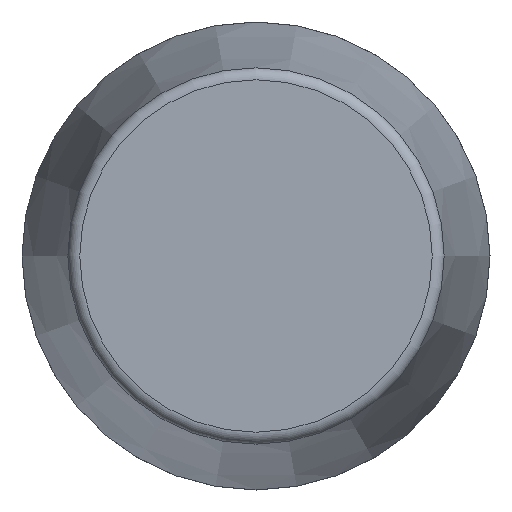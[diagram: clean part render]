
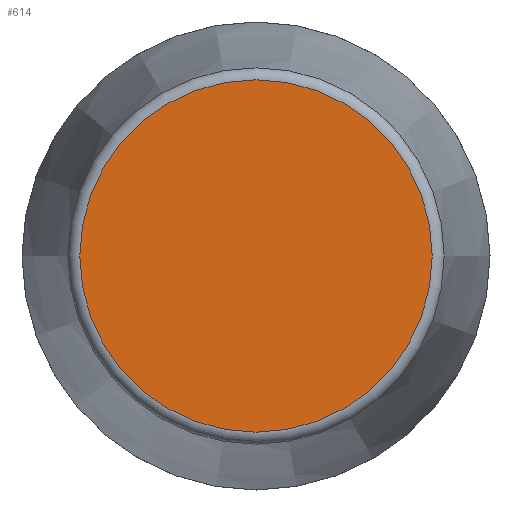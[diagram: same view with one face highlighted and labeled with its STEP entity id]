
A CAD part, front view. The second image highlights one B-rep face of the part: STEP entity #614.
In plain terms, the highlighted planar face has unit normal (0, -1, 0).
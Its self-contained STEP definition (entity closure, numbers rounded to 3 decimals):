
#79=PLANE('',#786);
#158=FACE_OUTER_BOUND('',#196,.T.);
#196=EDGE_LOOP('',(#459,#460));
#245=CIRCLE('',#784,7.307);
#246=CIRCLE('',#785,7.307);
#294=VERTEX_POINT('',#1117);
#295=VERTEX_POINT('',#1119);
#359=EDGE_CURVE('',#294,#295,#245,.T.);
#360=EDGE_CURVE('',#295,#294,#246,.T.);
#459=ORIENTED_EDGE('',*,*,#360,.F.);
#460=ORIENTED_EDGE('',*,*,#359,.F.);
#614=ADVANCED_FACE('',(#158),#79,.T.);
#784=AXIS2_PLACEMENT_3D('',#1120,#903,#904);
#785=AXIS2_PLACEMENT_3D('',#1121,#905,#906);
#786=AXIS2_PLACEMENT_3D('',#1122,#907,#908);
#903=DIRECTION('center_axis',(0.,1.,0.));
#904=DIRECTION('ref_axis',(1.,0.,0.));
#905=DIRECTION('center_axis',(0.,1.,0.));
#906=DIRECTION('ref_axis',(1.,0.,0.));
#907=DIRECTION('center_axis',(0.,-1.,0.));
#908=DIRECTION('ref_axis',(0.,0.,-1.));
#1117=CARTESIAN_POINT('',(0.,0.,-7.307));
#1119=CARTESIAN_POINT('',(-7.307,0.,0.));
#1120=CARTESIAN_POINT('Origin',(0.,0.,0.));
#1121=CARTESIAN_POINT('Origin',(0.,0.,0.));
#1122=CARTESIAN_POINT('Origin',(-7.75,0.,0.));
